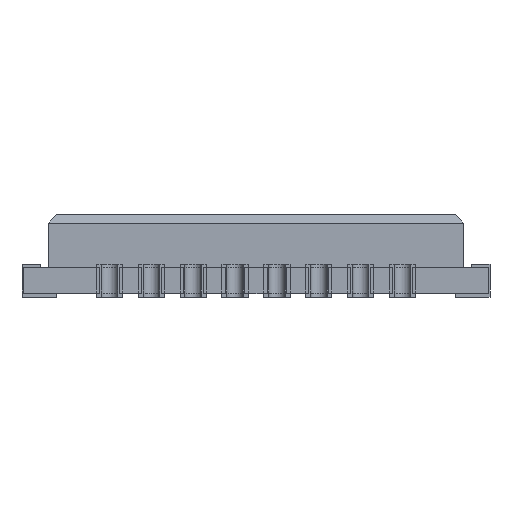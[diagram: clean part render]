
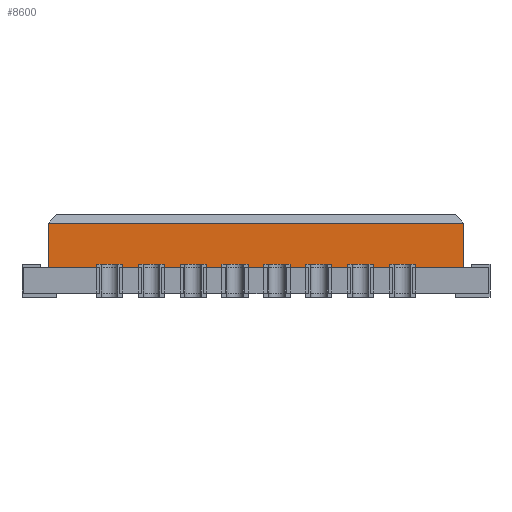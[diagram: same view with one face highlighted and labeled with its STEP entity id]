
A CAD part, front view. The second image highlights one B-rep face of the part: STEP entity #8600.
In plain terms, the highlighted face is planar.
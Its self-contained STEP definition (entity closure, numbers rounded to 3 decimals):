
#252 = LINE ( 'NONE', #9549, #2771 ) ;
#496 = DIRECTION ( 'NONE',  ( 1., 0., 0. ) ) ;
#762 = CARTESIAN_POINT ( 'NONE',  ( -10.8, 2.15, -6.3 ) ) ;
#1239 = ORIENTED_EDGE ( 'NONE', *, *, #16823, .F. ) ;
#1244 = DIRECTION ( 'NONE',  ( 0., 0., 1. ) ) ;
#1404 = VECTOR ( 'NONE', #1244, 1000. ) ;
#2771 = VECTOR ( 'NONE', #12856, 1000. ) ;
#3477 = EDGE_CURVE ( 'NONE', #14569, #6779, #14025, .T. ) ;
#3864 = ORIENTED_EDGE ( 'NONE', *, *, #15161, .T. ) ;
#6779 = VERTEX_POINT ( 'NONE', #762 ) ;
#7510 = DIRECTION ( 'NONE',  ( 0., 0., -1. ) ) ;
#8224 = CARTESIAN_POINT ( 'NONE',  ( -10.8, 25.166, 6.3 ) ) ;
#8600 = ADVANCED_FACE ( 'NONE', ( #13301 ), #16245, .F. ) ;
#9207 = AXIS2_PLACEMENT_3D ( 'NONE', #8224, #496, #12985 ) ;
#9549 = CARTESIAN_POINT ( 'NONE',  ( -10.8, 25.166, -6.3 ) ) ;
#10259 = EDGE_CURVE ( 'NONE', #11865, #15588, #17074, .T. ) ;
#10338 = DIRECTION ( 'NONE',  ( 0., -1., 0. ) ) ;
#10454 = VECTOR ( 'NONE', #7510, 1000. ) ;
#11865 = VERTEX_POINT ( 'NONE', #17664 ) ;
#12369 = CARTESIAN_POINT ( 'NONE',  ( -10.8, 0.8, 6.3 ) ) ;
#12856 = DIRECTION ( 'NONE',  ( 0., -1., 0. ) ) ;
#12985 = DIRECTION ( 'NONE',  ( 0., 0., -1. ) ) ;
#13301 = FACE_OUTER_BOUND ( 'NONE', #15084, .T. ) ;
#13869 = VECTOR ( 'NONE', #10338, 1000. ) ;
#14025 = LINE ( 'NONE', #15504, #10454 ) ;
#14569 = VERTEX_POINT ( 'NONE', #14698 ) ;
#14698 = CARTESIAN_POINT ( 'NONE',  ( -10.8, 2.15, 6.3 ) ) ;
#15084 = EDGE_LOOP ( 'NONE', ( #1239, #20537, #3864, #18313 ) ) ;
#15161 = EDGE_CURVE ( 'NONE', #6779, #11865, #252, .T. ) ;
#15504 = CARTESIAN_POINT ( 'NONE',  ( -10.8, 2.15, 6.3 ) ) ;
#15588 = VERTEX_POINT ( 'NONE', #19584 ) ;
#16245 = PLANE ( 'NONE',  #9207 ) ;
#16823 = EDGE_CURVE ( 'NONE', #14569, #15588, #18646, .T. ) ;
#17074 = LINE ( 'NONE', #12369, #1404 ) ;
#17664 = CARTESIAN_POINT ( 'NONE',  ( -10.8, 0.8, -6.3 ) ) ;
#18313 = ORIENTED_EDGE ( 'NONE', *, *, #10259, .T. ) ;
#18438 = CARTESIAN_POINT ( 'NONE',  ( -10.8, 25.166, 6.3 ) ) ;
#18646 = LINE ( 'NONE', #18438, #13869 ) ;
#19584 = CARTESIAN_POINT ( 'NONE',  ( -10.8, 0.8, 6.3 ) ) ;
#20537 = ORIENTED_EDGE ( 'NONE', *, *, #3477, .T. ) ;
